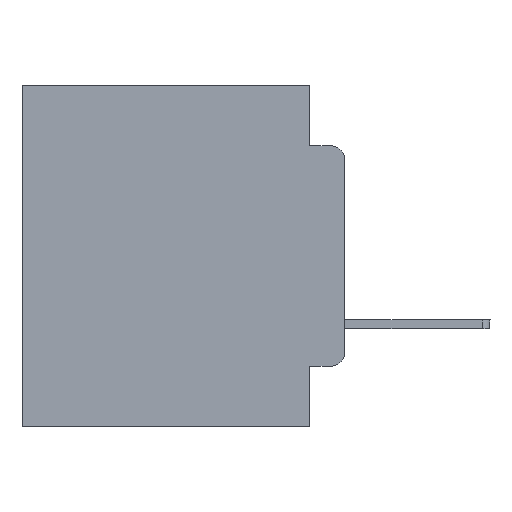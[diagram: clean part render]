
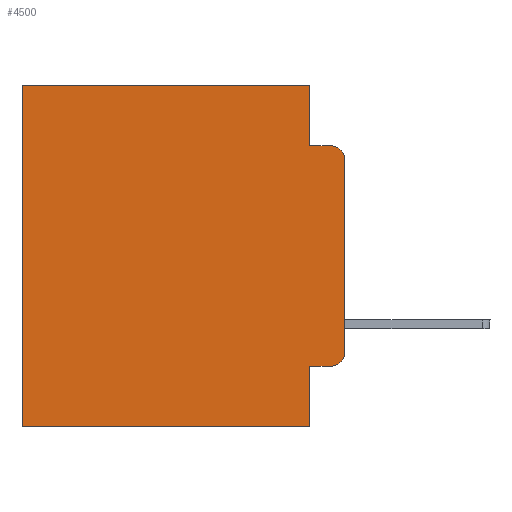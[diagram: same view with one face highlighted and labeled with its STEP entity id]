
A CAD part, left-side view. The second image highlights one B-rep face of the part: STEP entity #4500.
In plain terms, the highlighted planar face has unit normal (-1, 0, 0).
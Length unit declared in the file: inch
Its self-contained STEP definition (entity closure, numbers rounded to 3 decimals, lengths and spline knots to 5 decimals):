
#91 = CARTESIAN_POINT ( 'NONE',  ( 0.298, 0.051, 0. ) ) ;
#563 = DIRECTION ( 'NONE',  ( 1., 0., 0. ) ) ;
#759 = LINE ( 'NONE', #12394, #7262 ) ;
#781 = VERTEX_POINT ( 'NONE', #27995 ) ;
#861 = EDGE_CURVE ( 'NONE', #23239, #19350, #759, .T. ) ;
#1348 = ORIENTED_EDGE ( 'NONE', *, *, #22058, .T. ) ;
#1554 = ORIENTED_EDGE ( 'NONE', *, *, #24876, .T. ) ;
#1943 = CARTESIAN_POINT ( 'NONE',  ( 0.298, 0.051, -0.5 ) ) ;
#2295 = CARTESIAN_POINT ( 'NONE',  ( 0.298, 0.02, -0.0885 ) ) ;
#2387 = VERTEX_POINT ( 'NONE', #9419 ) ;
#2971 = ORIENTED_EDGE ( 'NONE', *, *, #22430, .F. ) ;
#3711 = VERTEX_POINT ( 'NONE', #17012 ) ;
#3818 = VECTOR ( 'NONE', #14718, 39.37008 ) ;
#4500 = ADVANCED_FACE ( 'NONE', ( #6381 ), #27049, .F. ) ;
#4608 = VECTOR ( 'NONE', #19752, 39.37008 ) ;
#4843 = VERTEX_POINT ( 'NONE', #8189 ) ;
#5623 = VERTEX_POINT ( 'NONE', #8907 ) ;
#5790 = CIRCLE ( 'NONE', #20601, 0.02 ) ;
#5916 = ORIENTED_EDGE ( 'NONE', *, *, #5947, .T. ) ;
#5947 = EDGE_CURVE ( 'NONE', #5623, #2387, #16525, .T. ) ;
#6381 = FACE_OUTER_BOUND ( 'NONE', #20474, .T. ) ;
#6636 = VERTEX_POINT ( 'NONE', #16687 ) ;
#6884 = DIRECTION ( 'NONE',  ( 0., 1., 0. ) ) ;
#7262 = VECTOR ( 'NONE', #27720, 39.37008 ) ;
#7334 = CARTESIAN_POINT ( 'NONE',  ( 0.298, 0., 0. ) ) ;
#7753 = DIRECTION ( 'NONE',  ( 0., 0., -1. ) ) ;
#8175 = ORIENTED_EDGE ( 'NONE', *, *, #11534, .T. ) ;
#8189 = CARTESIAN_POINT ( 'NONE',  ( 0.298, 0., -0.1085 ) ) ;
#8408 = DIRECTION ( 'NONE',  ( -1., 0., 0. ) ) ;
#8592 = DIRECTION ( 'NONE',  ( 0., 0., -1. ) ) ;
#8867 = DIRECTION ( 'NONE',  ( 0., 0., -1. ) ) ;
#8907 = CARTESIAN_POINT ( 'NONE',  ( 0.298, 0.051, -0.4115 ) ) ;
#9003 = CARTESIAN_POINT ( 'NONE',  ( 0.298, 0., 0. ) ) ;
#9188 = LINE ( 'NONE', #23752, #16742 ) ;
#9405 = VECTOR ( 'NONE', #19563, 39.37008 ) ;
#9419 = CARTESIAN_POINT ( 'NONE',  ( 0.298, 0.02, -0.4115 ) ) ;
#10466 = LINE ( 'NONE', #9003, #15264 ) ;
#10807 = LINE ( 'NONE', #23825, #9405 ) ;
#11095 = ORIENTED_EDGE ( 'NONE', *, *, #19230, .F. ) ;
#11534 = EDGE_CURVE ( 'NONE', #23239, #3711, #10466, .T. ) ;
#11862 = AXIS2_PLACEMENT_3D ( 'NONE', #7334, #563, #13772 ) ;
#11975 = CARTESIAN_POINT ( 'NONE',  ( 0.298, 0.473, 0. ) ) ;
#12394 = CARTESIAN_POINT ( 'NONE',  ( 0.298, 0.051, 0. ) ) ;
#12499 = CARTESIAN_POINT ( 'NONE',  ( 0.298, 0.051, -0.4115 ) ) ;
#13206 = LINE ( 'NONE', #24118, #4608 ) ;
#13597 = ORIENTED_EDGE ( 'NONE', *, *, #28086, .F. ) ;
#13772 = DIRECTION ( 'NONE',  ( 0., 0., -1. ) ) ;
#14718 = DIRECTION ( 'NONE',  ( 0., -1., 0. ) ) ;
#15064 = LINE ( 'NONE', #91, #25310 ) ;
#15264 = VECTOR ( 'NONE', #6884, 39.37008 ) ;
#15754 = ORIENTED_EDGE ( 'NONE', *, *, #861, .F. ) ;
#16016 = EDGE_CURVE ( 'NONE', #2387, #6636, #5790, .T. ) ;
#16077 = LINE ( 'NONE', #11975, #16781 ) ;
#16525 = LINE ( 'NONE', #12499, #3818 ) ;
#16687 = CARTESIAN_POINT ( 'NONE',  ( 0.298, 0., -0.3915 ) ) ;
#16742 = VECTOR ( 'NONE', #17447, 39.37008 ) ;
#16781 = VECTOR ( 'NONE', #7753, 39.37008 ) ;
#17012 = CARTESIAN_POINT ( 'NONE',  ( 0.298, 0.473, 0. ) ) ;
#17447 = DIRECTION ( 'NONE',  ( 0., -1., 0. ) ) ;
#17934 = DIRECTION ( 'NONE',  ( 0., 0., -1. ) ) ;
#18015 = CARTESIAN_POINT ( 'NONE',  ( 0.298, 0.02, -0.1085 ) ) ;
#19224 = VERTEX_POINT ( 'NONE', #2295 ) ;
#19230 = EDGE_CURVE ( 'NONE', #4843, #6636, #13206, .T. ) ;
#19350 = VERTEX_POINT ( 'NONE', #20223 ) ;
#19562 = CARTESIAN_POINT ( 'NONE',  ( 0.298, 0.051, 0. ) ) ;
#19563 = DIRECTION ( 'NONE',  ( 0., 1., 0. ) ) ;
#19752 = DIRECTION ( 'NONE',  ( 0., 0., -1. ) ) ;
#19929 = ORIENTED_EDGE ( 'NONE', *, *, #16016, .T. ) ;
#20190 = DIRECTION ( 'NONE',  ( -1., 0., 0. ) ) ;
#20223 = CARTESIAN_POINT ( 'NONE',  ( 0.298, 0.051, -0.0885 ) ) ;
#20373 = VERTEX_POINT ( 'NONE', #1943 ) ;
#20474 = EDGE_LOOP ( 'NONE', ( #11095, #1348, #2971, #15754, #8175, #1554, #13597, #24547, #5916, #19929 ) ) ;
#20601 = AXIS2_PLACEMENT_3D ( 'NONE', #21299, #8408, #8592 ) ;
#21299 = CARTESIAN_POINT ( 'NONE',  ( 0.298, 0.02, -0.3915 ) ) ;
#22058 = EDGE_CURVE ( 'NONE', #4843, #19224, #26388, .T. ) ;
#22430 = EDGE_CURVE ( 'NONE', #19350, #19224, #9188, .T. ) ;
#23239 = VERTEX_POINT ( 'NONE', #19562 ) ;
#23752 = CARTESIAN_POINT ( 'NONE',  ( 0.298, 0.051, -0.0885 ) ) ;
#23825 = CARTESIAN_POINT ( 'NONE',  ( 0.298, 0., -0.5 ) ) ;
#24053 = AXIS2_PLACEMENT_3D ( 'NONE', #18015, #20190, #17934 ) ;
#24118 = CARTESIAN_POINT ( 'NONE',  ( 0.298, 0., 0. ) ) ;
#24547 = ORIENTED_EDGE ( 'NONE', *, *, #25681, .F. ) ;
#24876 = EDGE_CURVE ( 'NONE', #3711, #781, #16077, .T. ) ;
#25310 = VECTOR ( 'NONE', #8867, 39.37008 ) ;
#25681 = EDGE_CURVE ( 'NONE', #5623, #20373, #15064, .T. ) ;
#26388 = CIRCLE ( 'NONE', #24053, 0.02 ) ;
#27049 = PLANE ( 'NONE',  #11862 ) ;
#27720 = DIRECTION ( 'NONE',  ( 0., 0., -1. ) ) ;
#27995 = CARTESIAN_POINT ( 'NONE',  ( 0.298, 0.473, -0.5 ) ) ;
#28086 = EDGE_CURVE ( 'NONE', #20373, #781, #10807, .T. ) ;
